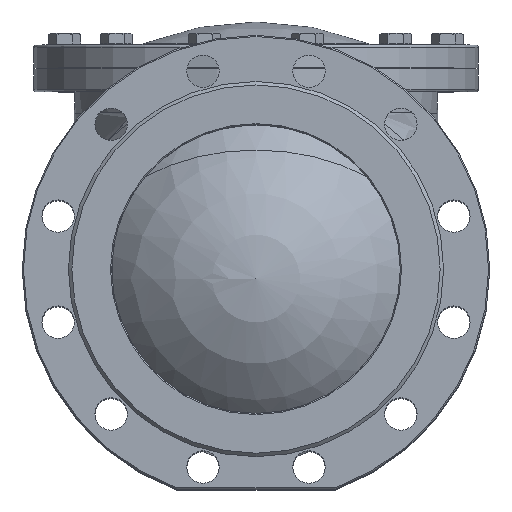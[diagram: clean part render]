
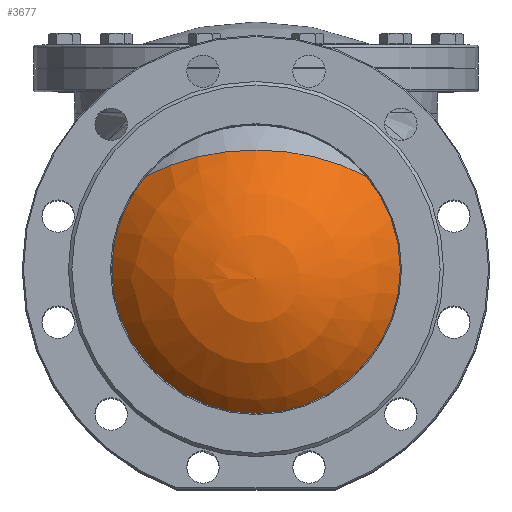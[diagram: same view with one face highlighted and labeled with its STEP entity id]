
A CAD part, top view. The second image highlights one B-rep face of the part: STEP entity #3677.
In plain terms, the highlighted spherical face has radius 157.5 mm.
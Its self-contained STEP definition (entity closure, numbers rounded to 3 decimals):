
#150=SPHERICAL_SURFACE('',#4019,157.5);
#304=B_SPLINE_CURVE_WITH_KNOTS('',3,(#7555,#7556,#7557,#7558,#7559,#7560,
#7561,#7562,#7563,#7564),.UNSPECIFIED.,.F.,.F.,(4,2,2,2,4),(-46.078,
-44.824,-42.46,-40.096,-37.732),
 .UNSPECIFIED.);
#305=B_SPLINE_CURVE_WITH_KNOTS('',3,(#7568,#7569,#7570,#7571,#7572,#7573,
#7574,#7575,#7576,#7577,#7578,#7579,#7580),.UNSPECIFIED.,.F.,.F.,(4,3,2,
2,2,4),(-0.812,0.,2.364,4.728,7.093,
8.346),.UNSPECIFIED.);
#306=B_SPLINE_CURVE_WITH_KNOTS('',3,(#7583,#7584,#7585,#7586,#7587,#7588,
#7589,#7590,#7591,#7592,#7593,#7594,#7595,#7596,#7597,#7598,#7599,#7600,
#7601,#7602,#7603,#7604,#7605,#7606,#7607,#7608,#7609,#7610,#7611,#7612,
#7613,#7614,#7615,#7616),.UNSPECIFIED.,.F.,.F.,(4,2,2,2,2,2,2,2,2,2,2,2,
2,2,2,2,4),(-37.732,-35.369,-33.006,-30.644,
-28.281,-25.927,-23.573,-21.22,-18.866,
-16.512,-14.158,-11.805,-9.451,
-7.088,-4.725,-2.363,-0.812),
 .UNSPECIFIED.);
#993=FACE_OUTER_BOUND('',#1257,.T.);
#1257=EDGE_LOOP('',(#3062,#3063,#3064,#3065,#3066,#3067));
#1481=CIRCLE('',#4020,157.5);
#1482=CIRCLE('',#4021,157.5);
#1790=VERTEX_POINT('',#7553);
#1791=VERTEX_POINT('',#7554);
#1792=VERTEX_POINT('',#7565);
#1793=VERTEX_POINT('',#7567);
#1794=VERTEX_POINT('',#7581);
#2236=EDGE_CURVE('',#1790,#1791,#304,.T.);
#2237=EDGE_CURVE('',#1790,#1792,#1481,.T.);
#2238=EDGE_CURVE('',#1793,#1792,#305,.T.);
#2239=EDGE_CURVE('',#1794,#1793,#1482,.T.);
#2240=EDGE_CURVE('',#1791,#1793,#306,.T.);
#3062=ORIENTED_EDGE('',*,*,#2236,.F.);
#3063=ORIENTED_EDGE('',*,*,#2237,.T.);
#3064=ORIENTED_EDGE('',*,*,#2238,.F.);
#3065=ORIENTED_EDGE('',*,*,#2239,.F.);
#3066=ORIENTED_EDGE('',*,*,#2239,.T.);
#3067=ORIENTED_EDGE('',*,*,#2240,.F.);
#3677=ADVANCED_FACE('',(#993),#150,.T.);
#4019=AXIS2_PLACEMENT_3D('',#7552,#4649,#4650);
#4020=AXIS2_PLACEMENT_3D('',#7566,#4651,#4652);
#4021=AXIS2_PLACEMENT_3D('',#7582,#4653,#4654);
#4649=DIRECTION('center_axis',(0.,0.,1.));
#4650=DIRECTION('ref_axis',(1.,0.,0.));
#4651=DIRECTION('center_axis',(0.,-0.707,0.707));
#4652=DIRECTION('ref_axis',(1.,0.,0.));
#4653=DIRECTION('center_axis',(0.,-1.,0.));
#4654=DIRECTION('ref_axis',(-1.,0.,0.));
#7552=CARTESIAN_POINT('Origin',(0.,-8.173,
90.822));
#7553=CARTESIAN_POINT('',(95.907,80.168,179.163));
#7554=CARTESIAN_POINT('',(125.,0.,186.292));
#7555=CARTESIAN_POINT('Ctrl Pts',(95.907,80.168,179.163));
#7556=CARTESIAN_POINT('Ctrl Pts',(98.652,76.883,179.467));
#7557=CARTESIAN_POINT('Ctrl Pts',(101.263,73.416,179.786));
#7558=CARTESIAN_POINT('Ctrl Pts',(108.299,62.961,180.743));
#7559=CARTESIAN_POINT('Ctrl Pts',(112.278,55.572,181.413));
#7560=CARTESIAN_POINT('Ctrl Pts',(118.666,40.161,182.792));
#7561=CARTESIAN_POINT('Ctrl Pts',(121.081,32.127,183.504));
#7562=CARTESIAN_POINT('Ctrl Pts',(124.248,15.972,184.917));
#7563=CARTESIAN_POINT('Ctrl Pts',(125.,7.852,185.62));
#7564=CARTESIAN_POINT('Ctrl Pts',(125.,0.,186.292));
#7565=CARTESIAN_POINT('',(-95.907,80.168,179.163));
#7566=CARTESIAN_POINT('Origin',(0.,-8.173,
90.822));
#7567=CARTESIAN_POINT('',(-124.733,-8.173,186.989));
#7568=CARTESIAN_POINT('Ctrl Pts',(-124.733,-8.173,186.989));
#7569=CARTESIAN_POINT('Ctrl Pts',(-124.913,-5.425,186.756));
#7570=CARTESIAN_POINT('Ctrl Pts',(-125.,-2.697,186.523));
#7571=CARTESIAN_POINT('Ctrl Pts',(-125.,0.,186.292));
#7572=CARTESIAN_POINT('Ctrl Pts',(-125.,7.852,185.62));
#7573=CARTESIAN_POINT('Ctrl Pts',(-124.248,15.972,184.917));
#7574=CARTESIAN_POINT('Ctrl Pts',(-121.081,32.127,183.504));
#7575=CARTESIAN_POINT('Ctrl Pts',(-118.666,40.161,182.792));
#7576=CARTESIAN_POINT('Ctrl Pts',(-112.278,55.572,181.413));
#7577=CARTESIAN_POINT('Ctrl Pts',(-108.299,62.961,180.743));
#7578=CARTESIAN_POINT('Ctrl Pts',(-101.263,73.416,179.786));
#7579=CARTESIAN_POINT('Ctrl Pts',(-98.652,76.883,179.467));
#7580=CARTESIAN_POINT('Ctrl Pts',(-95.907,80.168,179.163));
#7581=CARTESIAN_POINT('',(0.,-8.173,248.322));
#7582=CARTESIAN_POINT('Origin',(0.,-8.173,
90.822));
#7583=CARTESIAN_POINT('Ctrl Pts',(125.,0.,186.292));
#7584=CARTESIAN_POINT('Ctrl Pts',(125.,-7.847,186.964));
#7585=CARTESIAN_POINT('Ctrl Pts',(124.249,-15.963,187.651));
#7586=CARTESIAN_POINT('Ctrl Pts',(121.085,-32.113,189.005));
#7587=CARTESIAN_POINT('Ctrl Pts',(118.671,-40.145,189.671));
#7588=CARTESIAN_POINT('Ctrl Pts',(112.286,-55.555,190.937));
#7589=CARTESIAN_POINT('Ctrl Pts',(108.309,-62.944,191.538));
#7590=CARTESIAN_POINT('Ctrl Pts',(99.114,-76.611,192.641));
#7591=CARTESIAN_POINT('Ctrl Pts',(93.895,-82.889,193.143));
#7592=CARTESIAN_POINT('Ctrl Pts',(82.789,-93.981,194.025));
#7593=CARTESIAN_POINT('Ctrl Pts',(76.526,-99.178,194.435));
#7594=CARTESIAN_POINT('Ctrl Pts',(62.886,-108.342,195.156));
#7595=CARTESIAN_POINT('Ctrl Pts',(55.509,-112.308,195.466));
#7596=CARTESIAN_POINT('Ctrl Pts',(40.121,-118.679,195.962));
#7597=CARTESIAN_POINT('Ctrl Pts',(32.097,-121.088,196.149));
#7598=CARTESIAN_POINT('Ctrl Pts',(15.959,-124.249,196.394));
#7599=CARTESIAN_POINT('Ctrl Pts',(7.846,-125.,196.452));
#7600=CARTESIAN_POINT('Ctrl Pts',(-7.846,-125.,196.452));
#7601=CARTESIAN_POINT('Ctrl Pts',(-15.959,-124.249,196.394));
#7602=CARTESIAN_POINT('Ctrl Pts',(-32.097,-121.088,196.149));
#7603=CARTESIAN_POINT('Ctrl Pts',(-40.121,-118.679,195.962));
#7604=CARTESIAN_POINT('Ctrl Pts',(-55.509,-112.308,195.466));
#7605=CARTESIAN_POINT('Ctrl Pts',(-62.886,-108.342,195.156));
#7606=CARTESIAN_POINT('Ctrl Pts',(-76.526,-99.178,194.435));
#7607=CARTESIAN_POINT('Ctrl Pts',(-82.789,-93.981,194.025));
#7608=CARTESIAN_POINT('Ctrl Pts',(-93.895,-82.889,193.143));
#7609=CARTESIAN_POINT('Ctrl Pts',(-99.114,-76.611,192.641));
#7610=CARTESIAN_POINT('Ctrl Pts',(-108.309,-62.944,191.538));
#7611=CARTESIAN_POINT('Ctrl Pts',(-112.286,-55.555,190.937));
#7612=CARTESIAN_POINT('Ctrl Pts',(-118.671,-40.145,189.671));
#7613=CARTESIAN_POINT('Ctrl Pts',(-121.085,-32.113,189.005));
#7614=CARTESIAN_POINT('Ctrl Pts',(-123.705,-18.738,187.884));
#7615=CARTESIAN_POINT('Ctrl Pts',(-124.389,-13.421,187.435));
#7616=CARTESIAN_POINT('Ctrl Pts',(-124.733,-8.173,186.989));
